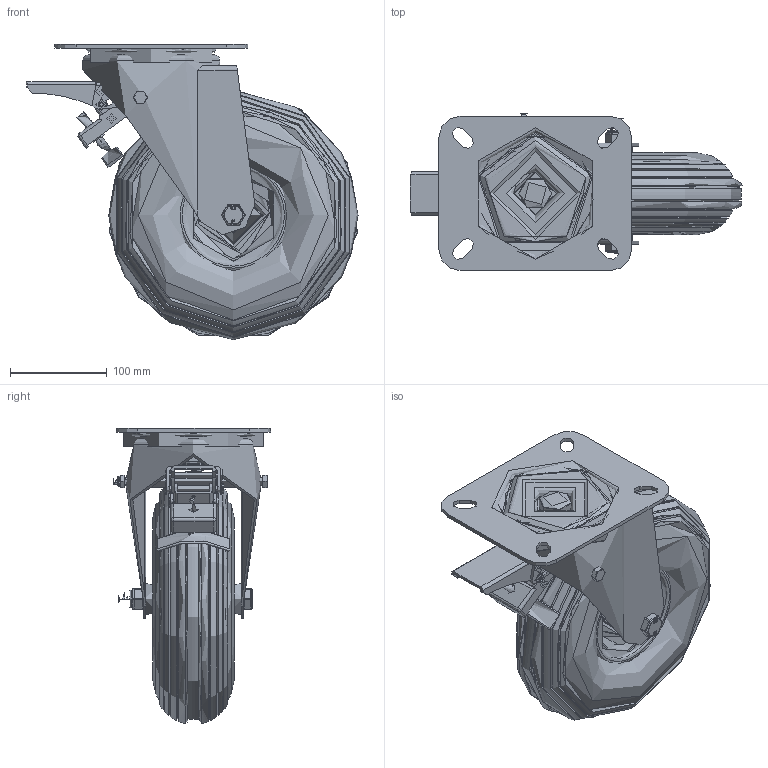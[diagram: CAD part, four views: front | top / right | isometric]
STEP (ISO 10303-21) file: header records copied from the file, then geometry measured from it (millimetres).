
FILE_DESCRIPTION(/* description */ (''),/* implementation_level */ '2;1');
FILE_NAME(/* name */ 'BZPC260MRBSWBRIB.step',/* time_stamp */ '2024-05-28T12:26:58+01:00',/* author */ (''),/* organization */ (''),/* preprocessor_version */ 'ST-DEVELOPER v20',/* originating_system */ 'Autodesk Translation Framework v13.14.0.145',/* authorisation */ '');
FILE_SCHEMA (('AUTOMOTIVE_DESIGN { 1 0 10303 214 3 1 1 }'));
Products named in the file (50): BZPC260MRBSWB/RIB; BZPC260ASSWB v1; PRESSED STEEL TOP PLATE; PRESSED STEEL TOP PLATE Geometry; BOLT; Pattern; Component1; Pattern2; Component2; NUT; PRESSED STEEL FORKS; BEARING SEAL; PRESSED STEEL BRAKE; BRAKE PEDAL; BRAKE PART 1; BRAKE PART 2; BRAKE PAD; NUT2; BOLT2; NUT3; SPACER; WASHER; CONNECTOR; BRAKE PART 3; BZWPMR260204R v1; TYRETUBE2604R; TYRE; VALVE; CAP; INNER TUBE; RIM300X4STGREYRB20X7; STEEL RIM; RIM; PLASTIC CAP; ROLLER BEARING; CAGE; Pattern (1); Component1 (1); TUBEM20X102X15 v1; ZINC PLATED AXLE TUBE ...
Assembly tree (110 placements, depth 6):
  BZPC260MRBSWB/RIB
    BZPC260ASSWB v1
      PRESSED STEEL TOP PLATE
        PRESSED STEEL TOP PLATE Geometry
        BOLT
        Pattern
          Component1  x32
        Pattern2
          Component2  x24
        NUT
      PRESSED STEEL FORKS
      BEARING SEAL
      PRESSED STEEL BRAKE
        BRAKE PEDAL
        BRAKE PART 1
        BRAKE PART 2
        BRAKE PAD
        NUT2
        BOLT2
        NUT3
        SPACER
        WASHER
        CONNECTOR
        BRAKE PART 3
    BZWPMR260204R v1
      TYRETUBE2604R
        TYRE
        VALVE
        CAP
        INNER TUBE
      RIM300X4STGREYRB20X7
        STEEL RIM
          RIM
        PLASTIC CAP
        ROLLER BEARING
          CAGE
          Pattern (1)
            Component1 (1)  x8
    TUBEM20X102X15 v1
      ZINC PLATED AXLE TUBE
    WM20X32X13 v1
      ZINC PLATED WASHER
    WM20X32X13 v1 (1)
      ZINC PLATED WASHER (1)
    BOLTM14X130Z8.8 v2
      GRADE 8.8 ZINC PLATED BOLT
    NM14NYTHINZ v1
      NYLOC NUT
        NUT (1)
        RUBBER
Bounding box: 344.04 x 163.09 x 306.16 mm (x, y, z)
Volume: 1958506.7 mm3; surface area: 919925.2 mm2
Topology: 99 solids, 100 shells, 1006 faces, 2403 edges, 1514 vertices
Faces by surface type: cylinder 370, plane 305, torus 102, sphere 92, cone 76, bspline 61
Full cylindrical faces by diameter (mm): 4 x2, 4.5 x1, 6 x29, 6.009 x3, 7 x2, 7.5 x8, 8 x26, 8.15 x1, 8.2 x9, 9 x2, 9.5 x1, 10 x6, 11.534 x23, 12 x6, 13.822 x23, 14 x3, 14.2 x2, 15.2 x1, 16 x2, 17 x16, 19.9 x1, 20 x5, 20.75 x1, 21 x2, 21.25 x1, 27 x1, 28 x1, 29 x1, 32 x2, 32.5 x2
Entity records: 60918 total; most frequent: CARTESIAN_POINT 37480, DIRECTION 4870, ORIENTED_EDGE 4428, EDGE_CURVE 2214, AXIS2_PLACEMENT_3D 1991, VERTEX_POINT 1392, EDGE_LOOP 1080, FACE_OUTER_BOUND 931
